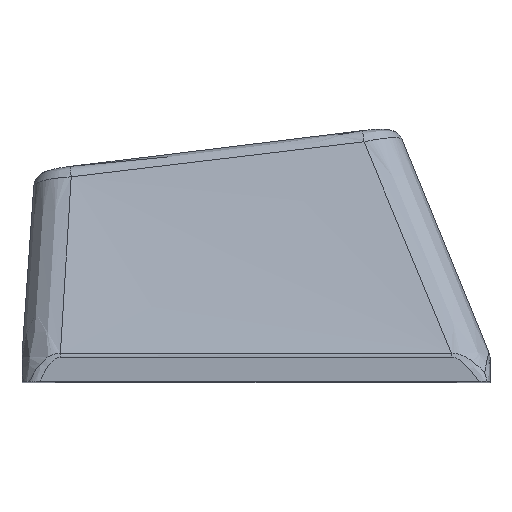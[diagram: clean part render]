
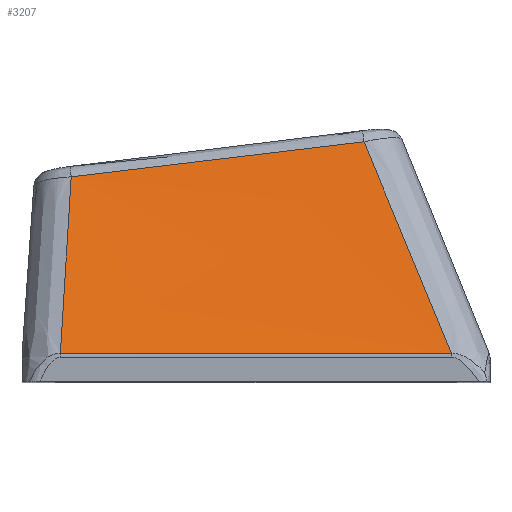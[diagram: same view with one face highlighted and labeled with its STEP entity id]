
A CAD part, top view. The second image highlights one B-rep face of the part: STEP entity #3207.
In plain terms, the highlighted free-form (B-spline) face has degree [3, 1] with [6, 2] control points.
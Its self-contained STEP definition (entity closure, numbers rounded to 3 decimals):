
#31 = CARTESIAN_POINT ( 'NONE',  ( 0.823, 0.072, 16.103 ) ) ;
#56 = CARTESIAN_POINT ( 'NONE',  ( -7.425, 1.674, 15.551 ) ) ;
#107 = CARTESIAN_POINT ( 'NONE',  ( -6.186, 7.435, 13.625 ) ) ;
#114 = CARTESIAN_POINT ( 'NONE',  ( -7.491, 0.619, 15.913 ) ) ;
#184 = CARTESIAN_POINT ( 'NONE',  ( -6.878, 6.896, 13.779 ) ) ;
#218 = CARTESIAN_POINT ( 'NONE',  ( 7.171, 0.916, 15.862 ) ) ;
#261 = CARTESIAN_POINT ( 'NONE',  ( 6.343, 2.923, 15.286 ) ) ;
#282 = CARTESIAN_POINT ( 'NONE',  ( 5.402, 5.2, 14.631 ) ) ;
#348 = CARTESIAN_POINT ( 'NONE',  ( 4.172, 0.07, 16.104 ) ) ;
#430 = CARTESIAN_POINT ( 'NONE',  ( -7.267, 4.216, 14.683 ) ) ;
#561 = CARTESIAN_POINT ( 'NONE',  ( -1.495, 7.538, 13.77 ) ) ;
#643 = CARTESIAN_POINT ( 'NONE',  ( -5.192, 0.077, 16.099 ) ) ;
#665 = CARTESIAN_POINT ( 'NONE',  ( 7.521, 0.068, 16.106 ) ) ;
#684 = EDGE_CURVE ( 'NONE', #1465, #2441, #1024, .T. ) ;
#750 = CARTESIAN_POINT ( 'NONE',  ( -7.107, 6.869, 13.78 ) ) ;
#816 = CARTESIAN_POINT ( 'NONE',  ( -0.771, 7.624, 13.768 ) ) ;
#878 = CARTESIAN_POINT ( 'NONE',  ( 0.678, 7.798, 13.766 ) ) ;
#899 = CARTESIAN_POINT ( 'NONE',  ( 2.995, 8.075, 13.762 ) ) ;
#961 = B_SPLINE_CURVE_WITH_KNOTS ( 'NONE', 3,
 ( #2803, #2460, #218, #3761, #1507, #261, #2173, #4096, #282, #2192, #1549, #2826, #4113 ),
 .UNSPECIFIED., .F., .F.,
 ( 4, 3, 3, 3, 4 ),
 ( 0., 0.002, 0.004, 0.007, 0.009 ),
 .UNSPECIFIED. ) ;
#969 = CARTESIAN_POINT ( 'NONE',  ( 3.078, 8.573, 13.625 ) ) ;
#1013 = CARTESIAN_POINT ( 'NONE',  ( 0.762, 8.288, 13.625 ) ) ;
#1024 = B_SPLINE_CURVE_WITH_KNOTS ( 'NONE', 3,
 ( #2725, #899, #3772, #878, #3468, #816, #561, #3790, #1156, #4018, #1448, #184, #3449 ),
 .UNSPECIFIED., .F., .F.,
 ( 4, 3, 3, 3, 4 ),
 ( 0.001, 0.005, 0.007, 0.012, 0.013 ),
 .UNSPECIFIED. ) ;
#1033 = B_SPLINE_SURFACE_WITH_KNOTS ( 'NONE', 3, 1, ( 
 ( #4135, #1257 ),
 ( #3821, #107 ),
 ( #2602, #1356 ),
 ( #3907, #1013 ),
 ( #3597, #969 ),
 ( #3863, #1056 ) ),
 .UNSPECIFIED., .F., .F., .F.,
 ( 4, 2, 4 ),
 ( 2, 2 ),
 ( 0., 0.5, 1. ),
 ( 0., 1. ),
 .UNSPECIFIED. ) ;
#1056 = CARTESIAN_POINT ( 'NONE',  ( 5.394, 8.857, 13.625 ) ) ;
#1087 = CARTESIAN_POINT ( 'NONE',  ( -7.474, 0.889, 15.82 ) ) ;
#1156 = CARTESIAN_POINT ( 'NONE',  ( -4.78, 7.146, 13.775 ) ) ;
#1257 = CARTESIAN_POINT ( 'NONE',  ( -8.502, 7.151, 13.625 ) ) ;
#1316 = CARTESIAN_POINT ( 'NONE',  ( 7.521, 0.068, 16.106 ) ) ;
#1322 = CARTESIAN_POINT ( 'NONE',  ( -7.327, 3.245, 15.014 ) ) ;
#1356 = CARTESIAN_POINT ( 'NONE',  ( -3.87, 7.72, 13.625 ) ) ;
#1406 = CARTESIAN_POINT ( 'NONE',  ( -7.121, 6.633, 13.86 ) ) ;
#1448 = CARTESIAN_POINT ( 'NONE',  ( -6.65, 6.923, 13.779 ) ) ;
#1463 = CARTESIAN_POINT ( 'NONE',  ( 4.153, 8.214, 13.76 ) ) ;
#1465 = VERTEX_POINT ( 'NONE', #1463 ) ;
#1507 = CARTESIAN_POINT ( 'NONE',  ( 6.67, 2.132, 15.513 ) ) ;
#1549 = CARTESIAN_POINT ( 'NONE',  ( 4.781, 6.7, 14.198 ) ) ;
#1552 = EDGE_LOOP ( 'NONE', ( #3349, #2656, #3653, #3161 ) ) ;
#1701 = CARTESIAN_POINT ( 'NONE',  ( -7.525, 0.079, 16.098 ) ) ;
#1905 = CARTESIAN_POINT ( 'NONE',  ( -6.859, 0.078, 16.098 ) ) ;
#1921 = CARTESIAN_POINT ( 'NONE',  ( -3.859, 0.076, 16.1 ) ) ;
#2026 = CARTESIAN_POINT ( 'NONE',  ( -7.135, 6.397, 13.94 ) ) ;
#2108 = EDGE_CURVE ( 'NONE', #2441, #2748, #2992, .T. ) ;
#2109 = CARTESIAN_POINT ( 'NONE',  ( -7.107, 6.869, 13.78 ) ) ;
#2173 = CARTESIAN_POINT ( 'NONE',  ( 6.016, 3.713, 15.059 ) ) ;
#2192 = CARTESIAN_POINT ( 'NONE',  ( 5.094, 5.943, 14.416 ) ) ;
#2281 = EDGE_CURVE ( 'NONE', #2748, #2295, #2852, .T. ) ;
#2295 = VERTEX_POINT ( 'NONE', #665 ) ;
#2441 = VERTEX_POINT ( 'NONE', #2109 ) ;
#2460 = CARTESIAN_POINT ( 'NONE',  ( 7.346, 0.492, 15.984 ) ) ;
#2566 = CARTESIAN_POINT ( 'NONE',  ( -7.192, 0.079, 16.098 ) ) ;
#2602 = CARTESIAN_POINT ( 'NONE',  ( -3., 0., 16.125 ) ) ;
#2656 = ORIENTED_EDGE ( 'NONE', *, *, #2281, .T. ) ;
#2725 = CARTESIAN_POINT ( 'NONE',  ( 4.153, 8.214, 13.76 ) ) ;
#2748 = VERTEX_POINT ( 'NONE', #1701 ) ;
#2803 = CARTESIAN_POINT ( 'NONE',  ( 7.521, 0.068, 16.106 ) ) ;
#2826 = CARTESIAN_POINT ( 'NONE',  ( 4.467, 7.457, 13.979 ) ) ;
#2849 = FACE_OUTER_BOUND ( 'NONE', #1552, .T. ) ;
#2852 = B_SPLINE_CURVE_WITH_KNOTS ( 'NONE', 3,
 ( #3825, #2566, #1905, #3844, #643, #1921, #3866, #2909, #31, #3221, #348, #3887, #1316 ),
 .UNSPECIFIED., .F., .F.,
 ( 4, 3, 3, 3, 4 ),
 ( 0., 0.001, 0.005, 0.01, 0.015 ),
 .UNSPECIFIED. ) ;
#2909 = CARTESIAN_POINT ( 'NONE',  ( -0.851, 0.073, 16.102 ) ) ;
#2955 = CARTESIAN_POINT ( 'NONE',  ( -7.207, 5.188, 14.351 ) ) ;
#2992 = B_SPLINE_CURVE_WITH_KNOTS ( 'NONE', 3,
 ( #750, #1406, #2026, #3309, #2955, #430, #1322, #2997, #56, #1087, #114, #3328, #3915 ),
 .UNSPECIFIED., .F., .F.,
 ( 4, 3, 3, 3, 4 ),
 ( 0., 0.001, 0.004, 0.006, 0.007 ),
 .UNSPECIFIED. ) ;
#2997 = CARTESIAN_POINT ( 'NONE',  ( -7.376, 2.459, 15.283 ) ) ;
#3161 = ORIENTED_EDGE ( 'NONE', *, *, #684, .T. ) ;
#3207 = ADVANCED_FACE ( 'NONE', ( #2849 ), #1033, .T. ) ;
#3221 = CARTESIAN_POINT ( 'NONE',  ( 2.498, 0.071, 16.103 ) ) ;
#3309 = CARTESIAN_POINT ( 'NONE',  ( -7.149, 6.16, 14.021 ) ) ;
#3328 = CARTESIAN_POINT ( 'NONE',  ( -7.508, 0.349, 16.005 ) ) ;
#3349 = ORIENTED_EDGE ( 'NONE', *, *, #2108, .T. ) ;
#3367 = EDGE_CURVE ( 'NONE', #2295, #1465, #961, .T. ) ;
#3449 = CARTESIAN_POINT ( 'NONE',  ( -7.107, 6.869, 13.78 ) ) ;
#3468 = CARTESIAN_POINT ( 'NONE',  ( -0.046, 7.711, 13.767 ) ) ;
#3597 = CARTESIAN_POINT ( 'NONE',  ( 6., 0., 16.125 ) ) ;
#3653 = ORIENTED_EDGE ( 'NONE', *, *, #3367, .T. ) ;
#3761 = CARTESIAN_POINT ( 'NONE',  ( 6.996, 1.34, 15.74 ) ) ;
#3772 = CARTESIAN_POINT ( 'NONE',  ( 1.837, 7.936, 13.764 ) ) ;
#3790 = CARTESIAN_POINT ( 'NONE',  ( -3.138, 7.342, 13.772 ) ) ;
#3821 = CARTESIAN_POINT ( 'NONE',  ( -6., 0., 16.125 ) ) ;
#3825 = CARTESIAN_POINT ( 'NONE',  ( -7.525, 0.079, 16.098 ) ) ;
#3844 = CARTESIAN_POINT ( 'NONE',  ( -6.525, 0.078, 16.099 ) ) ;
#3863 = CARTESIAN_POINT ( 'NONE',  ( 9., 0., 16.125 ) ) ;
#3866 = CARTESIAN_POINT ( 'NONE',  ( -2.525, 0.075, 16.101 ) ) ;
#3887 = CARTESIAN_POINT ( 'NONE',  ( 5.847, 0.069, 16.105 ) ) ;
#3907 = CARTESIAN_POINT ( 'NONE',  ( 3., 0., 16.125 ) ) ;
#3915 = CARTESIAN_POINT ( 'NONE',  ( -7.525, 0.079, 16.098 ) ) ;
#4018 = CARTESIAN_POINT ( 'NONE',  ( -6.422, 6.951, 13.779 ) ) ;
#4096 = CARTESIAN_POINT ( 'NONE',  ( 5.709, 4.457, 14.845 ) ) ;
#4113 = CARTESIAN_POINT ( 'NONE',  ( 4.153, 8.214, 13.76 ) ) ;
#4135 = CARTESIAN_POINT ( 'NONE',  ( -9., 0., 16.125 ) ) ;
